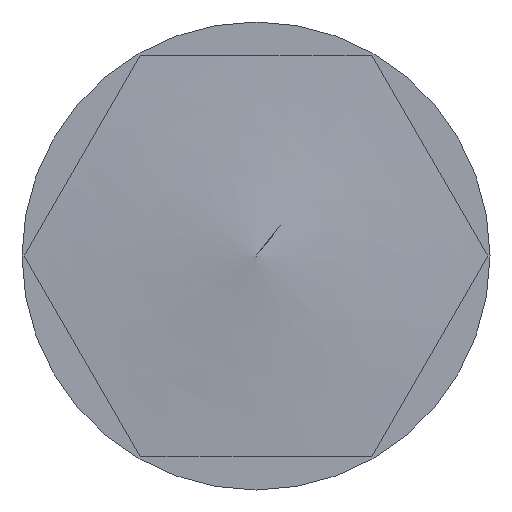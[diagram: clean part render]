
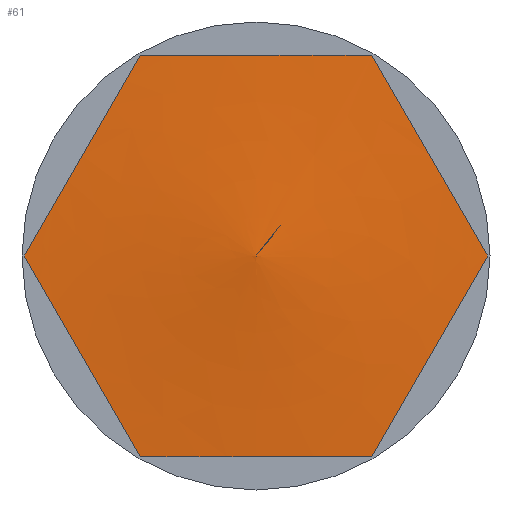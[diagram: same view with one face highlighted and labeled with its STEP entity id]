
A CAD part, left-side view. The second image highlights one B-rep face of the part: STEP entity #61.
In plain terms, the highlighted free-form (B-spline) face has degree [3, 3] with [4, 7] control points.
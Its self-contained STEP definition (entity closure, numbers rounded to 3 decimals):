
#61 = ADVANCED_FACE( '', ( #128, #129 ), #130, .F. );
#128 = FACE_OUTER_BOUND( '', #196, .T. );
#129 = FACE_BOUND( '', #197, .T. );
#130 = ( BOUNDED_SURFACE(  )B_SPLINE_SURFACE( 3, 3, ( ( #200, #201, #202, #203, #204, #205, #206 ), ( #207, #208, #209, #210, #211, #212, #213 ), ( #214, #215, #216, #217, #218, #219, #220 ), ( #221, #222, #223, #224, #225, #226, #227 ) ), .UNSPECIFIED., .F., .T., .F. )B_SPLINE_SURFACE_WITH_KNOTS( ( 4, 4 ), ( 4, 3, 4 ), ( 0., 6.283 ), ( 1.611, 1.643, 1.674 ), .UNSPECIFIED. )GEOMETRIC_REPRESENTATION_ITEM(  )RATIONAL_B_SPLINE_SURFACE( ( ( 1., 0.333, 0.333, 1., 0.333, 0.333, 1. ), ( 1., 0.333, 0.333, 1., 0.333, 0.333, 1. ), ( 1., 0.333, 0.333, 1., 0.333, 0.333, 1. ), ( 1., 0.333, 0.333, 1., 0.333, 0.333, 1. ) ) )REPRESENTATION_ITEM( '' )SURFACE(  ) );
#196 = EDGE_LOOP( '', ( #326, #327, #328, #329, #330, #331 ) );
#197 = VERTEX_LOOP( '', #332 );
#200 = CARTESIAN_POINT( '', ( 0., 0., 0. ) );
#201 = CARTESIAN_POINT( '', ( 0., 0., 0. ) );
#202 = CARTESIAN_POINT( '', ( 0., 0., 0. ) );
#203 = CARTESIAN_POINT( '', ( 0., 0., 0. ) );
#204 = CARTESIAN_POINT( '', ( 0., 0., 0. ) );
#205 = CARTESIAN_POINT( '', ( 0., 0., 0. ) );
#206 = CARTESIAN_POINT( '', ( 0., 0., 0. ) );
#207 = CARTESIAN_POINT( '', ( 0.482, 0., -4.635 ) );
#208 = CARTESIAN_POINT( '', ( 0.482, 9.27, -4.635 ) );
#209 = CARTESIAN_POINT( '', ( 0.482, 9.27, 4.635 ) );
#210 = CARTESIAN_POINT( '', ( 0.482, 0., 4.635 ) );
#211 = CARTESIAN_POINT( '', ( 0.482, -9.27, 4.635 ) );
#212 = CARTESIAN_POINT( '', ( 0.482, -9.27, -4.635 ) );
#213 = CARTESIAN_POINT( '', ( 0.482, 0., -4.635 ) );
#214 = CARTESIAN_POINT( '', ( 0.817, 0., -9.283 ) );
#215 = CARTESIAN_POINT( '', ( 0.817, 18.567, -9.283 ) );
#216 = CARTESIAN_POINT( '', ( 0.817, 18.567, 9.283 ) );
#217 = CARTESIAN_POINT( '', ( 0.817, 0., 9.283 ) );
#218 = CARTESIAN_POINT( '', ( 0.817, -18.567, 9.283 ) );
#219 = CARTESIAN_POINT( '', ( 0.817, -18.567, -9.283 ) );
#220 = CARTESIAN_POINT( '', ( 0.817, 0., -9.283 ) );
#221 = CARTESIAN_POINT( '', ( 1.003, 0., -13.94 ) );
#222 = CARTESIAN_POINT( '', ( 1.003, 27.879, -13.94 ) );
#223 = CARTESIAN_POINT( '', ( 1.003, 27.879, 13.94 ) );
#224 = CARTESIAN_POINT( '', ( 1.003, 0., 13.94 ) );
#225 = CARTESIAN_POINT( '', ( 1.003, -27.879, 13.94 ) );
#226 = CARTESIAN_POINT( '', ( 1.003, -27.879, -13.94 ) );
#227 = CARTESIAN_POINT( '', ( 1.003, 0., -13.94 ) );
#326 = ORIENTED_EDGE( '', *, *, #401, .F. );
#327 = ORIENTED_EDGE( '', *, *, #409, .F. );
#328 = ORIENTED_EDGE( '', *, *, #388, .F. );
#329 = ORIENTED_EDGE( '', *, *, #410, .F. );
#330 = ORIENTED_EDGE( '', *, *, #411, .F. );
#331 = ORIENTED_EDGE( '', *, *, #392, .F. );
#332 = VERTEX_POINT( '', #412 );
#388 = EDGE_CURVE( '', #441, #443, #444, .T. );
#392 = EDGE_CURVE( '', #447, #449, #450, .T. );
#401 = EDGE_CURVE( '', #461, #447, #463, .T. );
#409 = EDGE_CURVE( '', #443, #461, #474, .T. );
#410 = EDGE_CURVE( '', #475, #441, #476, .T. );
#411 = EDGE_CURVE( '', #449, #475, #477, .T. );
#412 = CARTESIAN_POINT( '', ( 0., 0., 0. ) );
#441 = VERTEX_POINT( '', #512 );
#443 = VERTEX_POINT( '', #515 );
#444 = B_SPLINE_CURVE_WITH_KNOTS( '', 3, ( #516, #517, #518, #519, #520, #521, #522, #523, #524, #525, #526, #527 ), .UNSPECIFIED., .F., .F., ( 4, 2, 2, 2, 2, 4 ), ( 1.473, 1.476, 1.478, 1.479, 1.48, 1.487 ), .UNSPECIFIED. );
#447 = VERTEX_POINT( '', #531 );
#449 = VERTEX_POINT( '', #534 );
#450 = B_SPLINE_CURVE_WITH_KNOTS( '', 3, ( #535, #536, #537, #538, #539, #540, #541, #542, #543, #544, #545, #546 ), .UNSPECIFIED., .F., .F., ( 4, 2, 2, 2, 2, 4 ), ( 1.473, 1.476, 1.478, 1.479, 1.48, 1.487 ), .UNSPECIFIED. );
#461 = VERTEX_POINT( '', #558 );
#463 = B_SPLINE_CURVE_WITH_KNOTS( '', 3, ( #561, #562, #563, #564, #565 ), .UNSPECIFIED., .F., .F., ( 4, 1, 4 ), ( 0., 0.007, 0.014 ), .UNSPECIFIED. );
#474 = B_SPLINE_CURVE_WITH_KNOTS( '', 3, ( #576, #577, #578, #579, #580 ), .UNSPECIFIED., .F., .F., ( 4, 1, 4 ), ( 0., 0.007, 0.014 ), .UNSPECIFIED. );
#475 = VERTEX_POINT( '', #581 );
#476 = B_SPLINE_CURVE_WITH_KNOTS( '', 3, ( #582, #583, #584, #585, #586 ), .UNSPECIFIED., .F., .F., ( 4, 1, 4 ), ( 0., 0.007, 0.014 ), .UNSPECIFIED. );
#477 = B_SPLINE_CURVE_WITH_KNOTS( '', 3, ( #587, #588, #589, #590, #591 ), .UNSPECIFIED., .F., .F., ( 4, 1, 4 ), ( 0., 0.007, 0.014 ), .UNSPECIFIED. );
#512 = CARTESIAN_POINT( '', ( 1., -6.928, -12. ) );
#515 = CARTESIAN_POINT( '', ( 1., 6.928, -12. ) );
#516 = CARTESIAN_POINT( '', ( 1., -6.928, -12. ) );
#517 = CARTESIAN_POINT( '', ( 0.977, -5.771, -12. ) );
#518 = CARTESIAN_POINT( '', ( 0.955, -4.613, -12. ) );
#519 = CARTESIAN_POINT( '', ( 0.933, -2.877, -12. ) );
#520 = CARTESIAN_POINT( '', ( 0.927, -2.298, -12. ) );
#521 = CARTESIAN_POINT( '', ( 0.921, -1.43, -12. ) );
#522 = CARTESIAN_POINT( '', ( 0.919, -1.141, -12. ) );
#523 = CARTESIAN_POINT( '', ( 0.917, -0.562, -12. ) );
#524 = CARTESIAN_POINT( '', ( 0.917, -0.271, -12. ) );
#525 = CARTESIAN_POINT( '', ( 0.917, 2.321, -12. ) );
#526 = CARTESIAN_POINT( '', ( 0.953, 4.625, -12. ) );
#527 = CARTESIAN_POINT( '', ( 1., 6.928, -12. ) );
#531 = CARTESIAN_POINT( '', ( 1., 6.928, 12. ) );
#534 = CARTESIAN_POINT( '', ( 1., -6.928, 12. ) );
#535 = CARTESIAN_POINT( '', ( 1., 6.928, 12. ) );
#536 = CARTESIAN_POINT( '', ( 0.977, 5.771, 12. ) );
#537 = CARTESIAN_POINT( '', ( 0.955, 4.613, 12. ) );
#538 = CARTESIAN_POINT( '', ( 0.933, 2.877, 12. ) );
#539 = CARTESIAN_POINT( '', ( 0.927, 2.298, 12. ) );
#540 = CARTESIAN_POINT( '', ( 0.921, 1.43, 12. ) );
#541 = CARTESIAN_POINT( '', ( 0.919, 1.141, 12. ) );
#542 = CARTESIAN_POINT( '', ( 0.917, 0.562, 12. ) );
#543 = CARTESIAN_POINT( '', ( 0.917, 0.271, 12. ) );
#544 = CARTESIAN_POINT( '', ( 0.917, -2.321, 12. ) );
#545 = CARTESIAN_POINT( '', ( 0.953, -4.625, 12. ) );
#546 = CARTESIAN_POINT( '', ( 1., -6.928, 12. ) );
#558 = CARTESIAN_POINT( '', ( 1., 13.856, 0. ) );
#561 = CARTESIAN_POINT( '', ( 1., 13.856, 0. ) );
#562 = CARTESIAN_POINT( '', ( 0.953, 12.702, 2. ) );
#563 = CARTESIAN_POINT( '', ( 0.881, 10.392, 6. ) );
#564 = CARTESIAN_POINT( '', ( 0.953, 8.083, 10. ) );
#565 = CARTESIAN_POINT( '', ( 1., 6.928, 12. ) );
#576 = CARTESIAN_POINT( '', ( 1., 6.928, -12. ) );
#577 = CARTESIAN_POINT( '', ( 0.953, 8.083, -10. ) );
#578 = CARTESIAN_POINT( '', ( 0.881, 10.392, -6. ) );
#579 = CARTESIAN_POINT( '', ( 0.953, 12.702, -2. ) );
#580 = CARTESIAN_POINT( '', ( 1., 13.856, 0. ) );
#581 = CARTESIAN_POINT( '', ( 1., -13.856, 0. ) );
#582 = CARTESIAN_POINT( '', ( 1., -13.856, 0. ) );
#583 = CARTESIAN_POINT( '', ( 0.953, -12.702, -2. ) );
#584 = CARTESIAN_POINT( '', ( 0.881, -10.392, -6. ) );
#585 = CARTESIAN_POINT( '', ( 0.953, -8.083, -10. ) );
#586 = CARTESIAN_POINT( '', ( 1., -6.928, -12. ) );
#587 = CARTESIAN_POINT( '', ( 1., -6.928, 12. ) );
#588 = CARTESIAN_POINT( '', ( 0.953, -8.083, 10. ) );
#589 = CARTESIAN_POINT( '', ( 0.881, -10.392, 6. ) );
#590 = CARTESIAN_POINT( '', ( 0.953, -12.702, 2. ) );
#591 = CARTESIAN_POINT( '', ( 1., -13.856, 0. ) );
